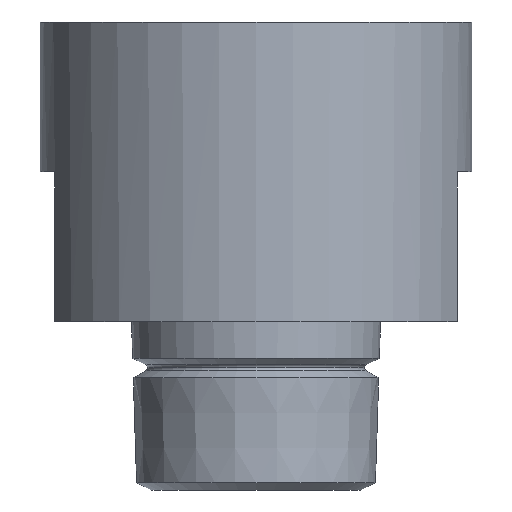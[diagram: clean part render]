
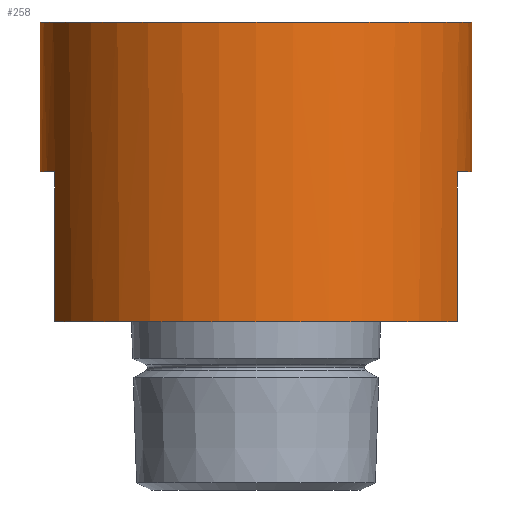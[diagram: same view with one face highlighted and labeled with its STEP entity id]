
A CAD part, front view. The second image highlights one B-rep face of the part: STEP entity #258.
In plain terms, the highlighted cylindrical face has radius 14.75 mm (diameter 29.5 mm), a partial arc.
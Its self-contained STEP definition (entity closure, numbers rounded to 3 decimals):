
#83 = EDGE_CURVE ( 'NONE', #85, #104, #460, .T. ) ;
#85 = VERTEX_POINT ( 'NONE', #461 ) ;
#104 = VERTEX_POINT ( 'NONE', #462 ) ;
#107 = VERTEX_POINT ( 'NONE', #495 ) ;
#109 = VERTEX_POINT ( 'NONE', #489 ) ;
#111 = EDGE_CURVE ( 'NONE', #109, #107, #458, .T. ) ;
#115 = ORIENTED_EDGE ( 'NONE', *, *, #116, .T. ) ;
#116 = EDGE_CURVE ( 'NONE', #109, #117, #480, .T. ) ;
#117 = VERTEX_POINT ( 'NONE', #475 ) ;
#118 = ORIENTED_EDGE ( 'NONE', *, *, #119, .F. ) ;
#119 = EDGE_CURVE ( 'NONE', #120, #117, #447, .T. ) ;
#120 = VERTEX_POINT ( 'NONE', #443 ) ;
#121 = ORIENTED_EDGE ( 'NONE', *, *, #122, .T. ) ;
#122 = EDGE_CURVE ( 'NONE', #120, #123, #441, .T. ) ;
#123 = VERTEX_POINT ( 'NONE', #510 ) ;
#124 = ORIENTED_EDGE ( 'NONE', *, *, #125, .T. ) ;
#125 = EDGE_CURVE ( 'NONE', #123, #126, #540, .T. ) ;
#126 = VERTEX_POINT ( 'NONE', #509 ) ;
#127 = ORIENTED_EDGE ( 'NONE', *, *, #128, .T. ) ;
#128 = EDGE_CURVE ( 'NONE', #126, #85, #542, .T. ) ;
#129 = ORIENTED_EDGE ( 'NONE', *, *, #83, .T. ) ;
#137 = EDGE_CURVE ( 'NONE', #107, #104, #562, .T. ) ;
#225 = ORIENTED_EDGE ( 'NONE', *, *, #137, .F. ) ;
#258 = ADVANCED_FACE ( 'NONE', ( #707 ), #706, .T. ) ;
#259 = EDGE_LOOP ( 'NONE', ( #260, #115, #118, #121, #124, #127, #129, #225 ) ) ;
#260 = ORIENTED_EDGE ( 'NONE', *, *, #111, .F. ) ;
#420 = DIRECTION ( 'NONE',  ( 0., 0., 1. ) ) ;
#421 = VECTOR ( 'NONE', #420, 1000. ) ;
#437 = DIRECTION ( 'NONE',  ( 1., 0., 0. ) ) ;
#438 = DIRECTION ( 'NONE',  ( 0., 0., 1. ) ) ;
#439 = CARTESIAN_POINT ( 'NONE',  ( 0., 0., -4.5 ) ) ;
#440 = AXIS2_PLACEMENT_3D ( 'NONE', #439, #438, #437 ) ;
#441 = CIRCLE ( 'NONE', #440, 14.75 ) ;
#443 = CARTESIAN_POINT ( 'NONE',  ( -13.755, -5.327, -4.5 ) ) ;
#444 = DIRECTION ( 'NONE',  ( 0., 0., 1. ) ) ;
#445 = VECTOR ( 'NONE', #444, 1000. ) ;
#446 = CARTESIAN_POINT ( 'NONE',  ( -13.755, -5.327, -16. ) ) ;
#447 = LINE ( 'NONE', #446, #445 ) ;
#455 = DIRECTION ( 'NONE',  ( 0., 0., 1. ) ) ;
#456 = VECTOR ( 'NONE', #455, 1000. ) ;
#457 = CARTESIAN_POINT ( 'NONE',  ( -14.75, 0., 16. ) ) ;
#458 = LINE ( 'NONE', #457, #456 ) ;
#459 = CARTESIAN_POINT ( 'NONE',  ( 14.75, 0., 16. ) ) ;
#460 = LINE ( 'NONE', #459, #421 ) ;
#461 = CARTESIAN_POINT ( 'NONE',  ( 14.75, 0., 5.75 ) ) ;
#462 = CARTESIAN_POINT ( 'NONE',  ( 14.75, 0., 16. ) ) ;
#475 = CARTESIAN_POINT ( 'NONE',  ( -13.755, -5.327, 5.75 ) ) ;
#476 = DIRECTION ( 'NONE',  ( 1., 0., 0. ) ) ;
#477 = DIRECTION ( 'NONE',  ( 0., 0., 1. ) ) ;
#478 = CARTESIAN_POINT ( 'NONE',  ( 0., 0., 5.75 ) ) ;
#479 = AXIS2_PLACEMENT_3D ( 'NONE', #478, #477, #476 ) ;
#480 = CIRCLE ( 'NONE', #479, 14.75 ) ;
#489 = CARTESIAN_POINT ( 'NONE',  ( -14.75, 0., 5.75 ) ) ;
#495 = CARTESIAN_POINT ( 'NONE',  ( -14.75, 0., 16. ) ) ;
#507 = CARTESIAN_POINT ( 'NONE',  ( 0., 0., 5.75 ) ) ;
#509 = CARTESIAN_POINT ( 'NONE',  ( 13.755, -5.327, 5.75 ) ) ;
#510 = CARTESIAN_POINT ( 'NONE',  ( 13.755, -5.327, -4.5 ) ) ;
#539 = DIRECTION ( 'NONE',  ( 0., 0., 1. ) ) ;
#540 = LINE ( 'NONE', #633, #553 ) ;
#541 = AXIS2_PLACEMENT_3D ( 'NONE', #507, #556, #557 ) ;
#542 = CIRCLE ( 'NONE', #541, 14.75 ) ;
#553 = VECTOR ( 'NONE', #539, 1000. ) ;
#556 = DIRECTION ( 'NONE',  ( 0., 0., 1. ) ) ;
#557 = DIRECTION ( 'NONE',  ( 1., 0., 0. ) ) ;
#558 = DIRECTION ( 'NONE',  ( 1., 0., 0. ) ) ;
#559 = DIRECTION ( 'NONE',  ( 0., 0., 1. ) ) ;
#560 = CARTESIAN_POINT ( 'NONE',  ( 0., 0., 16. ) ) ;
#561 = AXIS2_PLACEMENT_3D ( 'NONE', #560, #559, #558 ) ;
#562 = CIRCLE ( 'NONE', #561, 14.75 ) ;
#633 = CARTESIAN_POINT ( 'NONE',  ( 13.755, -5.327, -16. ) ) ;
#702 = DIRECTION ( 'NONE',  ( 1., 0., 0. ) ) ;
#703 = DIRECTION ( 'NONE',  ( 0., 0., 1. ) ) ;
#704 = CARTESIAN_POINT ( 'NONE',  ( 0., 0., 16. ) ) ;
#705 = AXIS2_PLACEMENT_3D ( 'NONE', #704, #703, #702 ) ;
#706 = CYLINDRICAL_SURFACE ( 'NONE', #705, 14.75 ) ;
#707 = FACE_OUTER_BOUND ( 'NONE', #259, .T. ) ;
